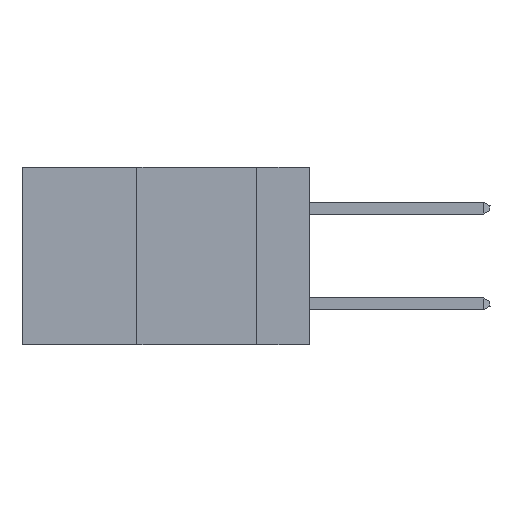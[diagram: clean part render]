
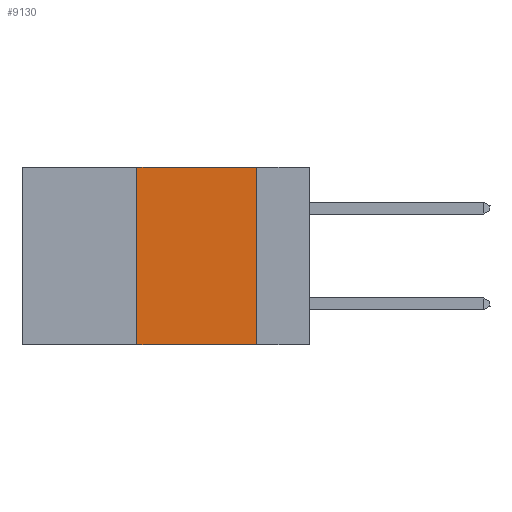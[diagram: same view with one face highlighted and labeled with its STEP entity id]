
A CAD part, left-side view. The second image highlights one B-rep face of the part: STEP entity #9130.
In plain terms, the highlighted planar face has unit normal (-1, 0, 0).
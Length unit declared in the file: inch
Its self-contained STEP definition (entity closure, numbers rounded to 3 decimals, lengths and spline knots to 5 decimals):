
#749 = CARTESIAN_POINT ( 'NONE',  ( 0., 0.11, -0.37 ) ) ;
#841 = CARTESIAN_POINT ( 'NONE',  ( 0., 0.36, 0. ) ) ;
#1936 = DIRECTION ( 'NONE',  ( 1., 0., 0. ) ) ;
#2062 = DIRECTION ( 'NONE',  ( 0., -1., 0. ) ) ;
#2194 = EDGE_CURVE ( 'NONE', #15440, #20678, #12009, .T. ) ;
#2982 = VERTEX_POINT ( 'NONE', #841 ) ;
#3266 = CARTESIAN_POINT ( 'NONE',  ( 0., 0.36, -0.37 ) ) ;
#4376 = CARTESIAN_POINT ( 'NONE',  ( 0., 0.11, 0. ) ) ;
#6442 = VECTOR ( 'NONE', #17643, 39.37008 ) ;
#6628 = AXIS2_PLACEMENT_3D ( 'NONE', #7461, #1936, #28624 ) ;
#7461 = CARTESIAN_POINT ( 'NONE',  ( 0., 0.6, 0. ) ) ;
#7908 = ORIENTED_EDGE ( 'NONE', *, *, #16122, .T. ) ;
#8510 = CARTESIAN_POINT ( 'NONE',  ( 0., 0.11, 0. ) ) ;
#8735 = DIRECTION ( 'NONE',  ( 0., 0., -1. ) ) ;
#9130 = ADVANCED_FACE ( 'NONE', ( #29563 ), #10005, .F. ) ;
#10005 = PLANE ( 'NONE',  #6628 ) ;
#10595 = VECTOR ( 'NONE', #30646, 39.37008 ) ;
#11237 = EDGE_LOOP ( 'NONE', ( #30232, #12682, #27793, #7908 ) ) ;
#12009 = LINE ( 'NONE', #8510, #14932 ) ;
#12483 = EDGE_CURVE ( 'NONE', #2982, #15440, #31036, .T. ) ;
#12682 = ORIENTED_EDGE ( 'NONE', *, *, #12483, .F. ) ;
#14932 = VECTOR ( 'NONE', #8735, 39.37008 ) ;
#15440 = VERTEX_POINT ( 'NONE', #4376 ) ;
#16122 = EDGE_CURVE ( 'NONE', #29436, #20678, #29715, .T. ) ;
#16915 = CARTESIAN_POINT ( 'NONE',  ( 0., 0.36, 0. ) ) ;
#17643 = DIRECTION ( 'NONE',  ( 0., -1., 0. ) ) ;
#18963 = LINE ( 'NONE', #16915, #10595 ) ;
#20678 = VERTEX_POINT ( 'NONE', #749 ) ;
#27228 = EDGE_CURVE ( 'NONE', #29436, #2982, #18963, .T. ) ;
#27793 = ORIENTED_EDGE ( 'NONE', *, *, #27228, .F. ) ;
#28624 = DIRECTION ( 'NONE',  ( 0., 0., -1. ) ) ;
#29436 = VERTEX_POINT ( 'NONE', #3266 ) ;
#29563 = FACE_OUTER_BOUND ( 'NONE', #11237, .T. ) ;
#29715 = LINE ( 'NONE', #33584, #6442 ) ;
#30232 = ORIENTED_EDGE ( 'NONE', *, *, #2194, .F. ) ;
#30646 = DIRECTION ( 'NONE',  ( 0., 0., 1. ) ) ;
#31036 = LINE ( 'NONE', #32820, #32260 ) ;
#32260 = VECTOR ( 'NONE', #2062, 39.37008 ) ;
#32820 = CARTESIAN_POINT ( 'NONE',  ( 0., 0.6, 0. ) ) ;
#33584 = CARTESIAN_POINT ( 'NONE',  ( 0., 0.6, -0.37 ) ) ;
